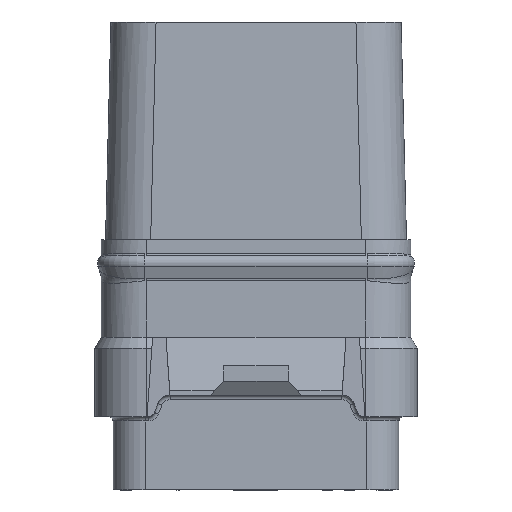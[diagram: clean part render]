
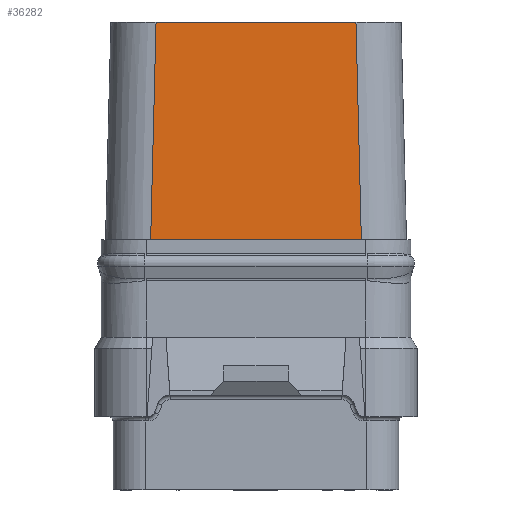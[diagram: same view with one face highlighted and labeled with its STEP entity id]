
A CAD part, front view. The second image highlights one B-rep face of the part: STEP entity #36282.
In plain terms, the highlighted planar face has unit normal (0, -1, 0.025).
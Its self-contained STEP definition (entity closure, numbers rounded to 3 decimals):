
#19=DIRECTION('',(1.,0.,0.));
#20=VECTOR('',#19,9.8);
#21=CARTESIAN_POINT('',(-4.9,-6.,0.));
#22=LINE('',#21,#20);
#5268=DIRECTION('',(1.,0.,0.));
#5269=VECTOR('',#5268,9.3);
#5270=CARTESIAN_POINT('',(-4.65,-5.75,10.12));
#5271=LINE('',#5270,#5269);
#6845=DIRECTION('',(-0.025,0.025,0.999));
#6846=VECTOR('',#6845,10.126);
#6847=CARTESIAN_POINT('',(4.9,-6.,0.));
#6848=LINE('',#6847,#6846);
#6849=DIRECTION('',(0.025,0.025,0.999));
#6850=VECTOR('',#6849,10.126);
#6851=CARTESIAN_POINT('',(-4.9,-6.,0.));
#6852=LINE('',#6851,#6850);
#22615=CARTESIAN_POINT('',(-4.65,-5.75,10.12));
#22616=VERTEX_POINT('',#22615);
#22617=CARTESIAN_POINT('',(4.65,-5.75,10.12));
#22618=VERTEX_POINT('',#22617);
#22631=CARTESIAN_POINT('',(-4.9,-6.,0.));
#22632=VERTEX_POINT('',#22631);
#22633=CARTESIAN_POINT('',(4.9,-6.,0.));
#22634=VERTEX_POINT('',#22633);
#36270=CARTESIAN_POINT('',(0.,-5.875,5.06));
#36271=DIRECTION('',(0.,-1.,0.025));
#36272=DIRECTION('',(1.,0.,0.));
#36273=AXIS2_PLACEMENT_3D('',#36270,#36271,#36272);
#36274=PLANE('',#36273);
#36275=ORIENTED_EDGE('',*,*,#28899,.F.);
#36277=ORIENTED_EDGE('',*,*,#36276,.T.);
#36278=ORIENTED_EDGE('',*,*,#35228,.T.);
#36279=ORIENTED_EDGE('',*,*,#36263,.F.);
#36280=EDGE_LOOP('',(#36275,#36277,#36278,#36279));
#36281=FACE_OUTER_BOUND('',#36280,.F.);
#36282=ADVANCED_FACE('',(#36281),#36274,.T.);
#28899=EDGE_CURVE('',#22632,#22634,#22,.T.);
#35228=EDGE_CURVE('',#22616,#22618,#5271,.T.);
#36263=EDGE_CURVE('',#22634,#22618,#6848,.T.);
#36276=EDGE_CURVE('',#22632,#22616,#6852,.T.);
